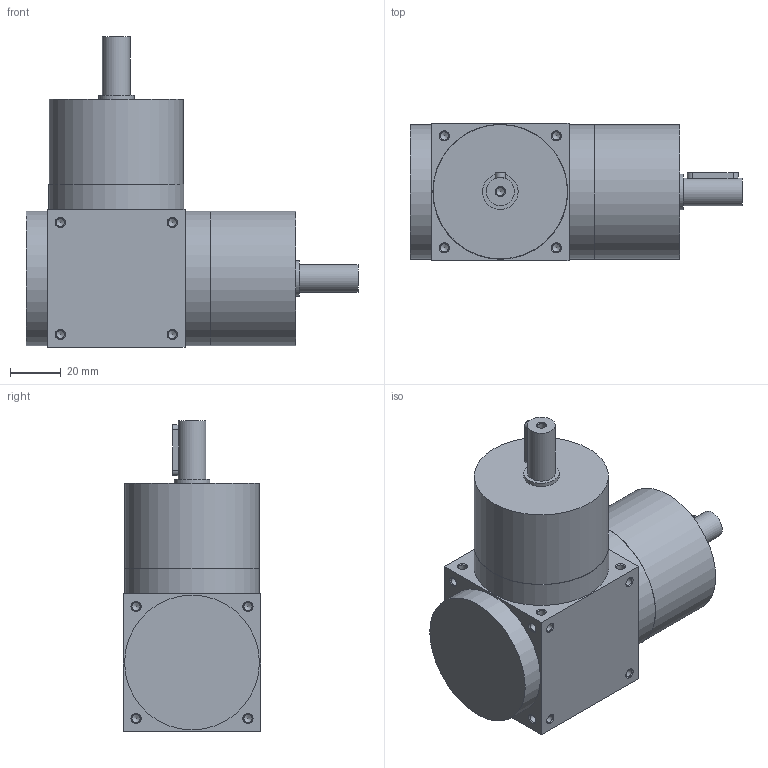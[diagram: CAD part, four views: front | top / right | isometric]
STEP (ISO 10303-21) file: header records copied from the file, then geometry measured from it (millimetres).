
FILE_DESCRIPTION( ( 'STEP AP214' ), ' ' );
FILE_NAME( 'RX54_S32_R.1_1.5.stp', '2017-10-01T14:35:22', ( '' ), ( '' ), ' ', 'PARTsolutions', ' ' );
FILE_SCHEMA( ( 'AUTOMOTIVE_DESIGN { 1 0 10303 214 1 1 1 1 }' ) );
Length unit declared in the file: millimetre
Products named in the file (3): RX54_S32_R.1/1.5; _RX5432-case; _RC54-shaft
Assembly tree (3 placements, depth 2):
  RX54_S32_R.1/1.5
    _RX5432-case
    _RC54-shaft  x2
Bounding box: 130.5 x 54 x 122 mm (x, y, z)
Volume: 369519.6 mm3; surface area: 46488.2 mm2
Topology: 3 solids, 3 shells, 142 faces, 427 edges, 270 vertices
Faces by surface type: cylinder 65, cone 52, plane 25
Full cylindrical faces by diameter (mm): 3.242 x50, 11 x2, 14 x4, 52.8 x2, 53 x3
Entity records: 4554 total; most frequent: DIRECTION 668, CARTESIAN_POINT 602, ORIENTED_EDGE 426, AXIS2_PLACEMENT_3D 324, EDGE_LOOP 246, EDGE_CURVE 213, VERTEX_POINT 198, FACE_OUTER_BOUND 187
